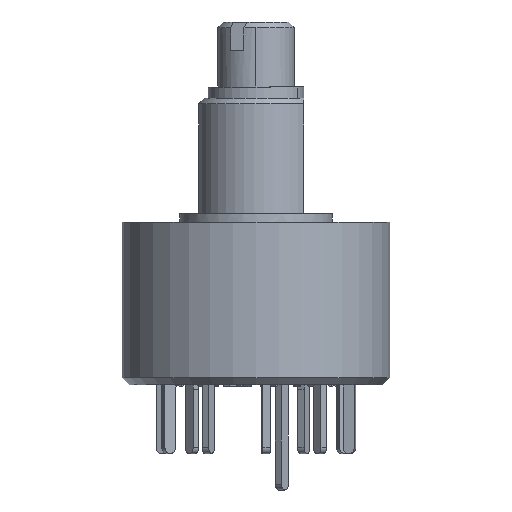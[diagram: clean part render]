
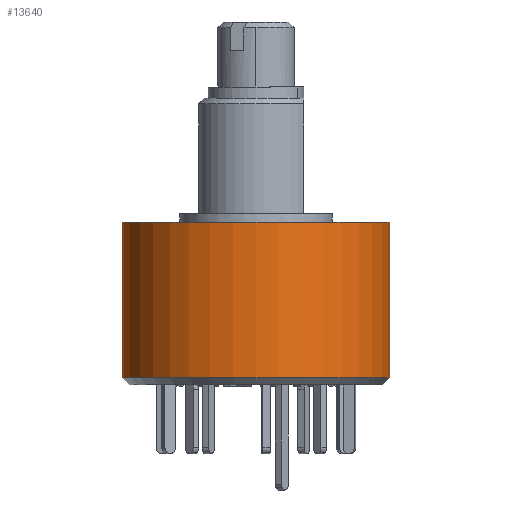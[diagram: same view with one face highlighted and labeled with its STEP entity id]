
A CAD part, left-side view. The second image highlights one B-rep face of the part: STEP entity #13640.
In plain terms, the highlighted cylindrical face has radius 7 mm (diameter 14 mm), a partial arc.
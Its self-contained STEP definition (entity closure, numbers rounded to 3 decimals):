
#106 = EDGE_CURVE ( 'NONE', #7949, #11653, #13065, .T. ) ;
#337 = CARTESIAN_POINT ( 'NONE',  ( 0., -7., -0.45 ) ) ;
#1432 = CYLINDRICAL_SURFACE ( 'NONE', #11018, 7. ) ;
#2952 = DIRECTION ( 'NONE',  ( 0., 1., 0. ) ) ;
#3262 = AXIS2_PLACEMENT_3D ( 'NONE', #4079, #5322, #15384 ) ;
#3618 = ORIENTED_EDGE ( 'NONE', *, *, #10186, .T. ) ;
#4079 = CARTESIAN_POINT ( 'NONE',  ( 0., 0., -8.574 ) ) ;
#4346 = VECTOR ( 'NONE', #9494, 1000. ) ;
#4378 = ORIENTED_EDGE ( 'NONE', *, *, #14809, .T. ) ;
#4651 = VERTEX_POINT ( 'NONE', #8165 ) ;
#4879 = ORIENTED_EDGE ( 'NONE', *, *, #7173, .F. ) ;
#5112 = DIRECTION ( 'NONE',  ( 0., 0., 1. ) ) ;
#5249 = VERTEX_POINT ( 'NONE', #15871 ) ;
#5322 = DIRECTION ( 'NONE',  ( 0., 0., 1. ) ) ;
#5857 = EDGE_LOOP ( 'NONE', ( #4879, #9532, #3618, #4378 ) ) ;
#6338 = CARTESIAN_POINT ( 'NONE',  ( 0., 7., -0.45 ) ) ;
#6631 = AXIS2_PLACEMENT_3D ( 'NONE', #7708, #5112, #13860 ) ;
#6857 = LINE ( 'NONE', #13951, #16119 ) ;
#7173 = EDGE_CURVE ( 'NONE', #11653, #5249, #8426, .T. ) ;
#7708 = CARTESIAN_POINT ( 'NONE',  ( 0., 0., -0.45 ) ) ;
#7949 = VERTEX_POINT ( 'NONE', #6338 ) ;
#8165 = CARTESIAN_POINT ( 'NONE',  ( 0., 7., -8.574 ) ) ;
#8426 = LINE ( 'NONE', #14422, #4346 ) ;
#9019 = DIRECTION ( 'NONE',  ( 0., 0., -1. ) ) ;
#9494 = DIRECTION ( 'NONE',  ( 0., 0., -1. ) ) ;
#9532 = ORIENTED_EDGE ( 'NONE', *, *, #106, .F. ) ;
#10046 = FACE_OUTER_BOUND ( 'NONE', #5857, .T. ) ;
#10064 = DIRECTION ( 'NONE',  ( 0., 0., -1. ) ) ;
#10186 = EDGE_CURVE ( 'NONE', #7949, #4651, #6857, .T. ) ;
#11018 = AXIS2_PLACEMENT_3D ( 'NONE', #11562, #9019, #2952 ) ;
#11562 = CARTESIAN_POINT ( 'NONE',  ( 0., 0., -0.45 ) ) ;
#11653 = VERTEX_POINT ( 'NONE', #337 ) ;
#12080 = CIRCLE ( 'NONE', #3262, 7. ) ;
#13065 = CIRCLE ( 'NONE', #6631, 7. ) ;
#13640 = ADVANCED_FACE ( 'NONE', ( #10046 ), #1432, .T. ) ;
#13860 = DIRECTION ( 'NONE',  ( 0., -1., 0. ) ) ;
#13951 = CARTESIAN_POINT ( 'NONE',  ( 0., 7., -0.45 ) ) ;
#14422 = CARTESIAN_POINT ( 'NONE',  ( 0., -7., -0.45 ) ) ;
#14809 = EDGE_CURVE ( 'NONE', #4651, #5249, #12080, .T. ) ;
#15384 = DIRECTION ( 'NONE',  ( 0., -1., 0. ) ) ;
#15871 = CARTESIAN_POINT ( 'NONE',  ( 0., -7., -8.574 ) ) ;
#16119 = VECTOR ( 'NONE', #10064, 1000. ) ;
